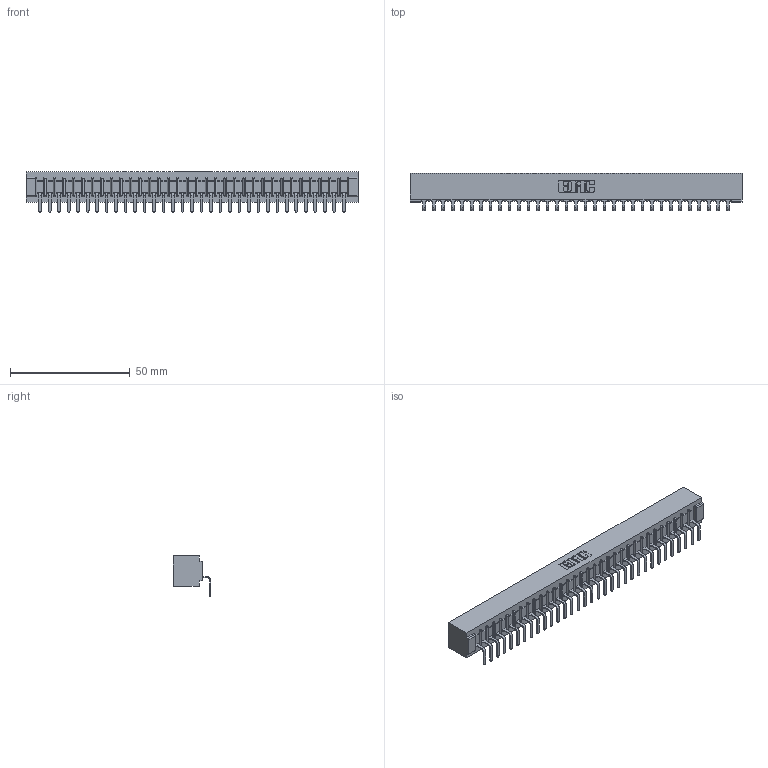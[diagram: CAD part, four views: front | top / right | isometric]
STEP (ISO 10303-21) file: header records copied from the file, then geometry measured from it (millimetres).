
FILE_DESCRIPTION (( 'STEP AP203' ), '1' );
FILE_NAME ('307-033-559-101.STEP', '2019-09-05T16:39:40', ( '' ), ( '' ), 'SwSTEP 2.0', 'SolidWorks 2016', '' );
FILE_SCHEMA (( 'CONFIG_CONTROL_DESIGN' ));
Length unit declared in the file: inch
Products named in the file (3): 307-290-001_558 559 - 1 (Single); 307-033-559-101; 307 Part_No Mounting Lugs
Assembly tree (34 placements, depth 2):
  307-033-559-101
    307 Part_No Mounting Lugs
    307-290-001_558 559 - 1 (Single)  x33
Bounding box: 138.63 x 15.46 x 16.8 mm (x, y, z)
Volume: 14890.1 mm3; surface area: 16041.1 mm2
Topology: 34 solids, 34 shells, 2124 faces, 6041 edges, 3890 vertices
Faces by surface type: plane 1353, cylinder 703, sphere 68
Entity records: 29226 total; most frequent: CARTESIAN_POINT 4920, ORIENTED_EDGE 4906, DIRECTION 4789, EDGE_CURVE 2453, LINE 1879, VECTOR 1879, VERTEX_POINT 1586, AXIS2_PLACEMENT_3D 1455
